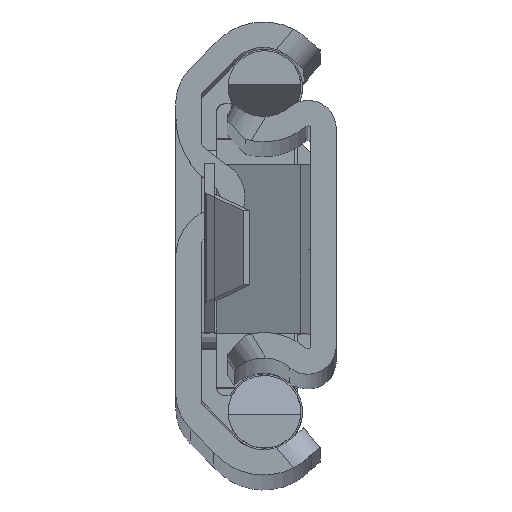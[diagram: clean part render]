
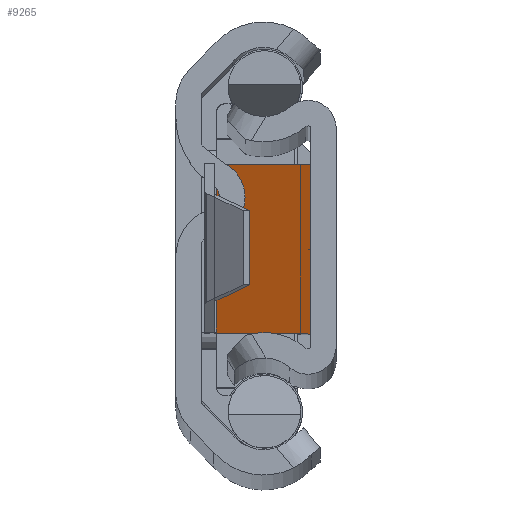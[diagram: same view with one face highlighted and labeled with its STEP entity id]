
A CAD part, top view. The second image highlights one B-rep face of the part: STEP entity #9265.
In plain terms, the highlighted face is planar.
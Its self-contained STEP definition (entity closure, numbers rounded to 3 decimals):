
#207 = DIRECTION ( 'NONE',  ( 0., 0., 1. ) ) ;
#490 = VECTOR ( 'NONE', #207, 1000. ) ;
#496 = EDGE_CURVE ( 'NONE', #6288, #7794, #9082, .T. ) ;
#555 = CARTESIAN_POINT ( 'NONE',  ( 47.267, 5.115, -10. ) ) ;
#748 = CARTESIAN_POINT ( 'NONE',  ( 21.867, -0.6, -10. ) ) ;
#844 = VERTEX_POINT ( 'NONE', #9126 ) ;
#859 = CARTESIAN_POINT ( 'NONE',  ( 47.267, 5.115, -10. ) ) ;
#1425 = LINE ( 'NONE', #2119, #7419 ) ;
#1698 = DIRECTION ( 'NONE',  ( 0.976, 0.22, 0. ) ) ;
#2061 = AXIS2_PLACEMENT_3D ( 'NONE', #555, #3540, #6195 ) ;
#2081 = FACE_OUTER_BOUND ( 'NONE', #5792, .T. ) ;
#2119 = CARTESIAN_POINT ( 'NONE',  ( 21.867, -0.6, -10. ) ) ;
#2501 = ORIENTED_EDGE ( 'NONE', *, *, #9623, .T. ) ;
#2555 = CARTESIAN_POINT ( 'NONE',  ( 47.267, 5.115, -10. ) ) ;
#2574 = ORIENTED_EDGE ( 'NONE', *, *, #8215, .F. ) ;
#3170 = VECTOR ( 'NONE', #8596, 1000. ) ;
#3540 = DIRECTION ( 'NONE',  ( 0.22, -0.976, 0. ) ) ;
#3792 = ORIENTED_EDGE ( 'NONE', *, *, #496, .T. ) ;
#4177 = LINE ( 'NONE', #8551, #3170 ) ;
#5291 = CARTESIAN_POINT ( 'NONE',  ( 47.267, 5.115, -10. ) ) ;
#5792 = EDGE_LOOP ( 'NONE', ( #2574, #7120, #3792, #2501 ) ) ;
#6170 = CARTESIAN_POINT ( 'NONE',  ( 21.867, -0.6, 0. ) ) ;
#6172 = LINE ( 'NONE', #2555, #490 ) ;
#6195 = DIRECTION ( 'NONE',  ( 0.976, 0.22, 0. ) ) ;
#6288 = VERTEX_POINT ( 'NONE', #748 ) ;
#6786 = EDGE_CURVE ( 'NONE', #6288, #8601, #1425, .T. ) ;
#7120 = ORIENTED_EDGE ( 'NONE', *, *, #6786, .F. ) ;
#7419 = VECTOR ( 'NONE', #8176, 1000. ) ;
#7502 = VECTOR ( 'NONE', #1698, 1000. ) ;
#7794 = VERTEX_POINT ( 'NONE', #859 ) ;
#8176 = DIRECTION ( 'NONE',  ( 0., 0., 1. ) ) ;
#8215 = EDGE_CURVE ( 'NONE', #8601, #844, #4177, .T. ) ;
#8551 = CARTESIAN_POINT ( 'NONE',  ( 47.267, 5.115, 0. ) ) ;
#8596 = DIRECTION ( 'NONE',  ( 0.976, 0.22, 0. ) ) ;
#8601 = VERTEX_POINT ( 'NONE', #6170 ) ;
#9082 = LINE ( 'NONE', #5291, #7502 ) ;
#9126 = CARTESIAN_POINT ( 'NONE',  ( 47.267, 5.115, 0. ) ) ;
#9265 = ADVANCED_FACE ( 'NONE', ( #2081 ), #9477, .T. ) ;
#9477 = PLANE ( 'NONE',  #2061 ) ;
#9623 = EDGE_CURVE ( 'NONE', #7794, #844, #6172, .T. ) ;
